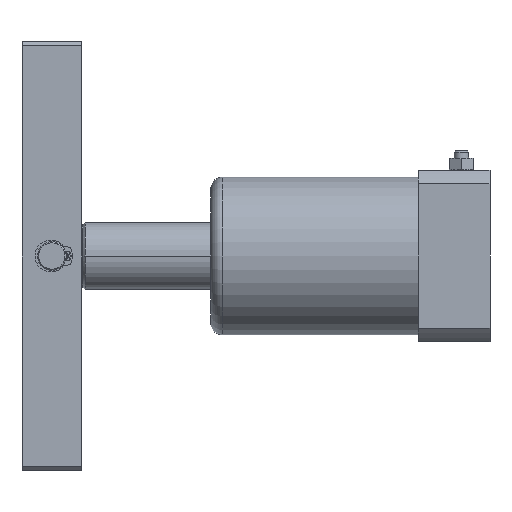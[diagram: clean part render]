
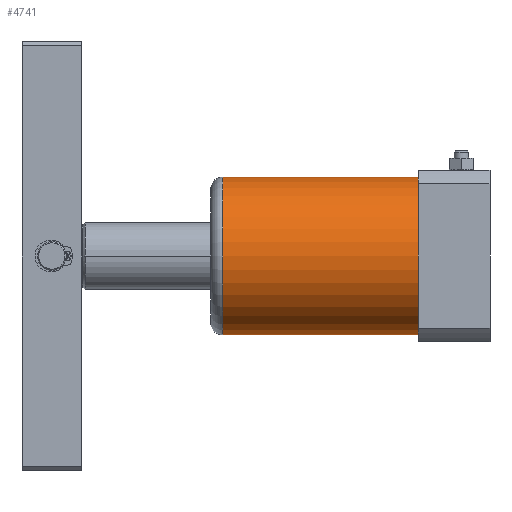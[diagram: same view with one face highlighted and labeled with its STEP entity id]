
A CAD part, left-side view. The second image highlights one B-rep face of the part: STEP entity #4741.
In plain terms, the highlighted cylindrical face has radius 33 mm (diameter 66 mm), a partial arc.
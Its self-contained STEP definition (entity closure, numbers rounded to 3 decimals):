
#92 = DIRECTION ( 'NONE',  ( 0., 0., -1. ) ) ;
#98 = DIRECTION ( 'NONE',  ( 0., -1., 0. ) ) ;
#99 = CARTESIAN_POINT ( 'NONE',  ( 0., 117., 0. ) ) ;
#1207 = ORIENTED_EDGE ( 'NONE', *, *, #5838, .F. ) ;
#1208 = ORIENTED_EDGE ( 'NONE', *, *, #8123, .T. ) ;
#1209 = ORIENTED_EDGE ( 'NONE', *, *, #5836, .T. ) ;
#1210 = ORIENTED_EDGE ( 'NONE', *, *, #8177, .T. ) ;
#1695 = DIRECTION ( 'NONE',  ( 0., -1., 0. ) ) ;
#1700 = CARTESIAN_POINT ( 'NONE',  ( 0., 117., -33. ) ) ;
#1701 = CARTESIAN_POINT ( 'NONE',  ( 0., 117., 33. ) ) ;
#1702 = DIRECTION ( 'NONE',  ( 0., -1., 0. ) ) ;
#2023 = VERTEX_POINT ( 'NONE', #2754 ) ;
#2028 = VERTEX_POINT ( 'NONE', #3214 ) ;
#2030 = VERTEX_POINT ( 'NONE', #3177 ) ;
#2032 = VERTEX_POINT ( 'NONE', #3023 ) ;
#2754 = CARTESIAN_POINT ( 'NONE',  ( 0., 112., -33. ) ) ;
#3023 = CARTESIAN_POINT ( 'NONE',  ( 0., 30., -33. ) ) ;
#3177 = CARTESIAN_POINT ( 'NONE',  ( 0., 30., 33. ) ) ;
#3214 = CARTESIAN_POINT ( 'NONE',  ( 0., 112., 33. ) ) ;
#3557 = EDGE_LOOP ( 'NONE', ( #1207, #1208, #1209, #1210 ) ) ;
#4120 = AXIS2_PLACEMENT_3D ( 'NONE', #99, #98, #92 ) ;
#4741 = ADVANCED_FACE ( 'NONE', ( #5233 ), #5238, .T. ) ;
#5233 = FACE_OUTER_BOUND ( 'NONE', #3557, .T. ) ;
#5238 = CYLINDRICAL_SURFACE ( 'NONE', #4120, 33. ) ;
#5408 = LINE ( 'NONE', #1700, #5411 ) ;
#5411 = VECTOR ( 'NONE', #1702, 1000. ) ;
#5412 = LINE ( 'NONE', #1701, #5414 ) ;
#5414 = VECTOR ( 'NONE', #1695, 1000. ) ;
#5836 = EDGE_CURVE ( 'NONE', #2023, #2032, #5408, .T. ) ;
#5838 = EDGE_CURVE ( 'NONE', #2028, #2030, #5412, .T. ) ;
#6168 = AXIS2_PLACEMENT_3D ( 'NONE', #6695, #6696, #6697 ) ;
#6186 = AXIS2_PLACEMENT_3D ( 'NONE', #6903, #6904, #6905 ) ;
#6695 = CARTESIAN_POINT ( 'NONE',  ( 0., 112., 0. ) ) ;
#6696 = DIRECTION ( 'NONE',  ( 0., -1., 0. ) ) ;
#6697 = DIRECTION ( 'NONE',  ( 0., 0., 1. ) ) ;
#6903 = CARTESIAN_POINT ( 'NONE',  ( 0., 30., 0. ) ) ;
#6904 = DIRECTION ( 'NONE',  ( 0., 1., 0. ) ) ;
#6905 = DIRECTION ( 'NONE',  ( 0., 0., -1. ) ) ;
#7036 = CIRCLE ( 'NONE', #6168, 33. ) ;
#7103 = CIRCLE ( 'NONE', #6186, 33. ) ;
#8123 = EDGE_CURVE ( 'NONE', #2028, #2023, #7036, .T. ) ;
#8177 = EDGE_CURVE ( 'NONE', #2032, #2030, #7103, .T. ) ;
